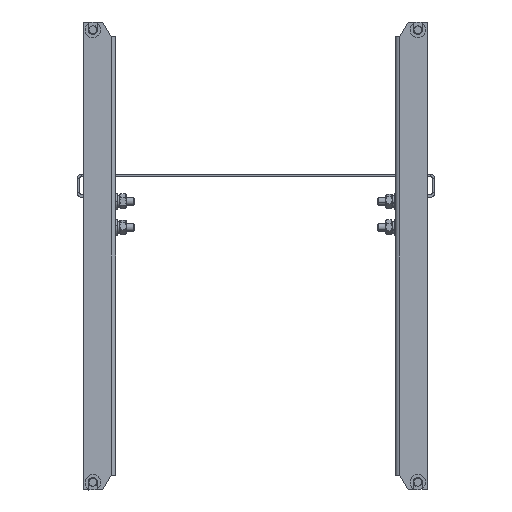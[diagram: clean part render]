
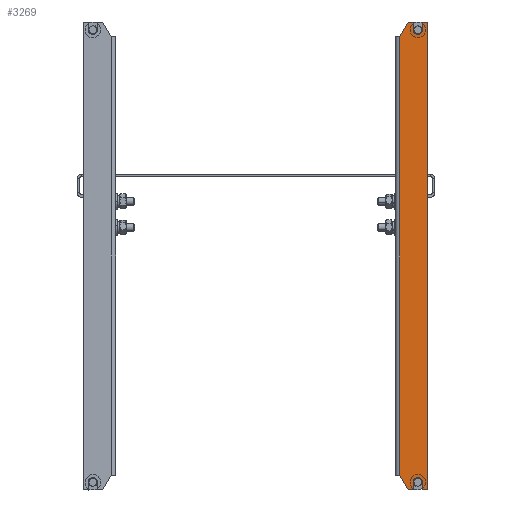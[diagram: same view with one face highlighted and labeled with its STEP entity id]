
A CAD part, left-side view. The second image highlights one B-rep face of the part: STEP entity #3269.
In plain terms, the highlighted face is planar.
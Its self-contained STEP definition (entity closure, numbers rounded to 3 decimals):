
#268 = DIRECTION ( 'NONE',  ( 0., -1., 0. ) ) ;
#397 = CIRCLE ( 'NONE', #4119, 3.5 ) ;
#501 = VERTEX_POINT ( 'NONE', #1214 ) ;
#507 = VERTEX_POINT ( 'NONE', #1892 ) ;
#570 = DIRECTION ( 'NONE',  ( -0.866, -0.5, 0. ) ) ;
#625 = CARTESIAN_POINT ( 'NONE',  ( -180., 12.5, -2. ) ) ;
#722 = CARTESIAN_POINT ( 'NONE',  ( 174., 8.5, -2. ) ) ;
#743 = FACE_OUTER_BOUND ( 'NONE', #2243, .T. ) ;
#875 = CARTESIAN_POINT ( 'NONE',  ( 168.75, -9., -2. ) ) ;
#899 = VERTEX_POINT ( 'NONE', #4169 ) ;
#998 = VERTEX_POINT ( 'NONE', #5754 ) ;
#1039 = DIRECTION ( 'NONE',  ( -1., 0., 0. ) ) ;
#1050 = EDGE_CURVE ( 'NONE', #3139, #7464, #6472, .T. ) ;
#1171 = EDGE_CURVE ( 'NONE', #899, #4291, #8842, .T. ) ;
#1214 = CARTESIAN_POINT ( 'NONE',  ( -180., 1.5, -2. ) ) ;
#1237 = ORIENTED_EDGE ( 'NONE', *, *, #1692, .T. ) ;
#1639 = VECTOR ( 'NONE', #3784, 1000. ) ;
#1692 = EDGE_CURVE ( 'NONE', #5744, #3715, #6788, .T. ) ;
#1723 = DIRECTION ( 'NONE',  ( 1., 0., 0. ) ) ;
#1892 = CARTESIAN_POINT ( 'NONE',  ( 168.75, -9., -2. ) ) ;
#1896 = VECTOR ( 'NONE', #8896, 1000. ) ;
#2174 = CARTESIAN_POINT ( 'NONE',  ( -180., -2.5, -2. ) ) ;
#2209 = VERTEX_POINT ( 'NONE', #4509 ) ;
#2243 = EDGE_LOOP ( 'NONE', ( #1237, #8933, #5440, #4537, #9240, #2695, #6608, #5283, #5975, #7847, #3464, #4350, #3946, #4184, #5484 ) ) ;
#2305 = VERTEX_POINT ( 'NONE', #9251 ) ;
#2428 = CARTESIAN_POINT ( 'NONE',  ( 180., 12.5, -2. ) ) ;
#2459 = AXIS2_PLACEMENT_3D ( 'NONE', #7256, #6627, #3013 ) ;
#2598 = LINE ( 'NONE', #5429, #8953 ) ;
#2695 = ORIENTED_EDGE ( 'NONE', *, *, #4749, .T. ) ;
#2739 = VERTEX_POINT ( 'NONE', #6638 ) ;
#3007 = CARTESIAN_POINT ( 'NONE',  ( -180., -2.5, -2. ) ) ;
#3013 = DIRECTION ( 'NONE',  ( 1., 0., 0. ) ) ;
#3097 = DIRECTION ( 'NONE',  ( 0., 1., 0. ) ) ;
#3139 = VERTEX_POINT ( 'NONE', #5047 ) ;
#3204 = VECTOR ( 'NONE', #8891, 1000. ) ;
#3269 = ADVANCED_FACE ( 'NONE', ( #743 ), #3700, .F. ) ;
#3335 = CIRCLE ( 'NONE', #4105, 3.5 ) ;
#3464 = ORIENTED_EDGE ( 'NONE', *, *, #8770, .T. ) ;
#3496 = VECTOR ( 'NONE', #570, 1000. ) ;
#3540 = DIRECTION ( 'NONE',  ( 1., 0., 0. ) ) ;
#3700 = PLANE ( 'NONE',  #2459 ) ;
#3712 = VECTOR ( 'NONE', #1723, 1000. ) ;
#3715 = VERTEX_POINT ( 'NONE', #722 ) ;
#3784 = DIRECTION ( 'NONE',  ( -0.866, 0.5, 0. ) ) ;
#3924 = DIRECTION ( 'NONE',  ( 0., 0., 1. ) ) ;
#3946 = ORIENTED_EDGE ( 'NONE', *, *, #1050, .T. ) ;
#3960 = CARTESIAN_POINT ( 'NONE',  ( -174., 5., -2. ) ) ;
#4098 = VECTOR ( 'NONE', #268, 1000. ) ;
#4105 = AXIS2_PLACEMENT_3D ( 'NONE', #3960, #6598, #7327 ) ;
#4119 = AXIS2_PLACEMENT_3D ( 'NONE', #5031, #8646, #3540 ) ;
#4137 = CARTESIAN_POINT ( 'NONE',  ( 180., 8.5, -2. ) ) ;
#4169 = CARTESIAN_POINT ( 'NONE',  ( 180., 1.5, -2. ) ) ;
#4184 = ORIENTED_EDGE ( 'NONE', *, *, #6783, .F. ) ;
#4291 = VERTEX_POINT ( 'NONE', #6597 ) ;
#4312 = CARTESIAN_POINT ( 'NONE',  ( -168.75, -9., -2. ) ) ;
#4350 = ORIENTED_EDGE ( 'NONE', *, *, #4425, .T. ) ;
#4425 = EDGE_CURVE ( 'NONE', #2209, #3139, #2598, .T. ) ;
#4430 = EDGE_CURVE ( 'NONE', #998, #899, #5570, .T. ) ;
#4509 = CARTESIAN_POINT ( 'NONE',  ( -174., 8.5, -2. ) ) ;
#4510 = VECTOR ( 'NONE', #5805, 1000. ) ;
#4537 = ORIENTED_EDGE ( 'NONE', *, *, #1171, .T. ) ;
#4590 = LINE ( 'NONE', #7530, #3204 ) ;
#4643 = LINE ( 'NONE', #875, #7164 ) ;
#4749 = EDGE_CURVE ( 'NONE', #507, #6187, #4643, .T. ) ;
#4838 = CARTESIAN_POINT ( 'NONE',  ( -170.5, 5., -2. ) ) ;
#5031 = CARTESIAN_POINT ( 'NONE',  ( -174., 5., -2. ) ) ;
#5047 = CARTESIAN_POINT ( 'NONE',  ( -180., 8.5, -2. ) ) ;
#5249 = DIRECTION ( 'NONE',  ( -1., 0., 0. ) ) ;
#5271 = LINE ( 'NONE', #3007, #1639 ) ;
#5283 = ORIENTED_EDGE ( 'NONE', *, *, #9237, .T. ) ;
#5387 = CARTESIAN_POINT ( 'NONE',  ( 182., 8.5, -2. ) ) ;
#5417 = EDGE_CURVE ( 'NONE', #2739, #8317, #3335, .T. ) ;
#5429 = CARTESIAN_POINT ( 'NONE',  ( 0., 8.5, -2. ) ) ;
#5433 = LINE ( 'NONE', #6747, #4098 ) ;
#5440 = ORIENTED_EDGE ( 'NONE', *, *, #4430, .T. ) ;
#5484 = ORIENTED_EDGE ( 'NONE', *, *, #9517, .T. ) ;
#5494 = EDGE_CURVE ( 'NONE', #4291, #507, #8775, .T. ) ;
#5570 = LINE ( 'NONE', #7605, #3712 ) ;
#5659 = VECTOR ( 'NONE', #3097, 1000. ) ;
#5744 = VERTEX_POINT ( 'NONE', #4137 ) ;
#5754 = CARTESIAN_POINT ( 'NONE',  ( 174., 1.5, -2. ) ) ;
#5805 = DIRECTION ( 'NONE',  ( 0., 1., 0. ) ) ;
#5869 = CARTESIAN_POINT ( 'NONE',  ( 180., -2.5, -2. ) ) ;
#5975 = ORIENTED_EDGE ( 'NONE', *, *, #6390, .T. ) ;
#6137 = DIRECTION ( 'NONE',  ( -1., 0., 0. ) ) ;
#6187 = VERTEX_POINT ( 'NONE', #4312 ) ;
#6218 = CARTESIAN_POINT ( 'NONE',  ( -180., 12.5, -2. ) ) ;
#6390 = EDGE_CURVE ( 'NONE', #501, #2739, #4590, .T. ) ;
#6472 = LINE ( 'NONE', #7353, #4510 ) ;
#6561 = VECTOR ( 'NONE', #5249, 1000. ) ;
#6597 = CARTESIAN_POINT ( 'NONE',  ( 180., -2.5, -2. ) ) ;
#6598 = DIRECTION ( 'NONE',  ( 0., 0., 1. ) ) ;
#6608 = ORIENTED_EDGE ( 'NONE', *, *, #8443, .T. ) ;
#6627 = DIRECTION ( 'NONE',  ( 0., 0., 1. ) ) ;
#6638 = CARTESIAN_POINT ( 'NONE',  ( -174., 1.5, -2. ) ) ;
#6696 = LINE ( 'NONE', #7333, #6561 ) ;
#6716 = DIRECTION ( 'NONE',  ( -1., 0., 0. ) ) ;
#6747 = CARTESIAN_POINT ( 'NONE',  ( 180., 12.5, -2. ) ) ;
#6783 = EDGE_CURVE ( 'NONE', #2305, #7464, #6696, .T. ) ;
#6788 = LINE ( 'NONE', #5387, #8981 ) ;
#6858 = AXIS2_PLACEMENT_3D ( 'NONE', #7631, #3924, #6137 ) ;
#7132 = EDGE_CURVE ( 'NONE', #3715, #998, #9355, .T. ) ;
#7164 = VECTOR ( 'NONE', #6716, 1000. ) ;
#7256 = CARTESIAN_POINT ( 'NONE',  ( 0., 0., -2. ) ) ;
#7327 = DIRECTION ( 'NONE',  ( 1., 0., 0. ) ) ;
#7333 = CARTESIAN_POINT ( 'NONE',  ( -168.75, 12.5, -2. ) ) ;
#7353 = CARTESIAN_POINT ( 'NONE',  ( -180., 12.5, -2. ) ) ;
#7464 = VERTEX_POINT ( 'NONE', #625 ) ;
#7530 = CARTESIAN_POINT ( 'NONE',  ( 0., 1.5, -2. ) ) ;
#7605 = CARTESIAN_POINT ( 'NONE',  ( 182., 1.5, -2. ) ) ;
#7631 = CARTESIAN_POINT ( 'NONE',  ( 174., 5., -2. ) ) ;
#7847 = ORIENTED_EDGE ( 'NONE', *, *, #5417, .T. ) ;
#8281 = DIRECTION ( 'NONE',  ( -1., 0., 0. ) ) ;
#8317 = VERTEX_POINT ( 'NONE', #4838 ) ;
#8443 = EDGE_CURVE ( 'NONE', #6187, #9488, #5271, .T. ) ;
#8444 = LINE ( 'NONE', #6218, #5659 ) ;
#8646 = DIRECTION ( 'NONE',  ( 0., 0., 1. ) ) ;
#8770 = EDGE_CURVE ( 'NONE', #8317, #2209, #397, .T. ) ;
#8775 = LINE ( 'NONE', #5869, #3496 ) ;
#8842 = LINE ( 'NONE', #2428, #1896 ) ;
#8891 = DIRECTION ( 'NONE',  ( 1., 0., 0. ) ) ;
#8896 = DIRECTION ( 'NONE',  ( 0., -1., 0. ) ) ;
#8933 = ORIENTED_EDGE ( 'NONE', *, *, #7132, .T. ) ;
#8953 = VECTOR ( 'NONE', #1039, 1000. ) ;
#8981 = VECTOR ( 'NONE', #8281, 1000. ) ;
#9237 = EDGE_CURVE ( 'NONE', #9488, #501, #8444, .T. ) ;
#9240 = ORIENTED_EDGE ( 'NONE', *, *, #5494, .T. ) ;
#9251 = CARTESIAN_POINT ( 'NONE',  ( 180., 12.5, -2. ) ) ;
#9355 = CIRCLE ( 'NONE', #6858, 3.5 ) ;
#9488 = VERTEX_POINT ( 'NONE', #2174 ) ;
#9517 = EDGE_CURVE ( 'NONE', #2305, #5744, #5433, .T. ) ;
